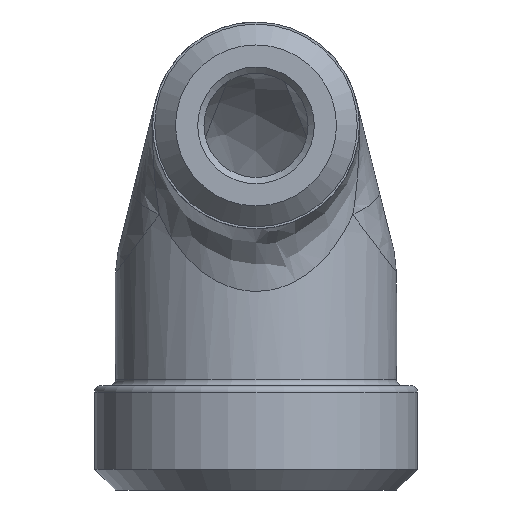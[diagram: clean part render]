
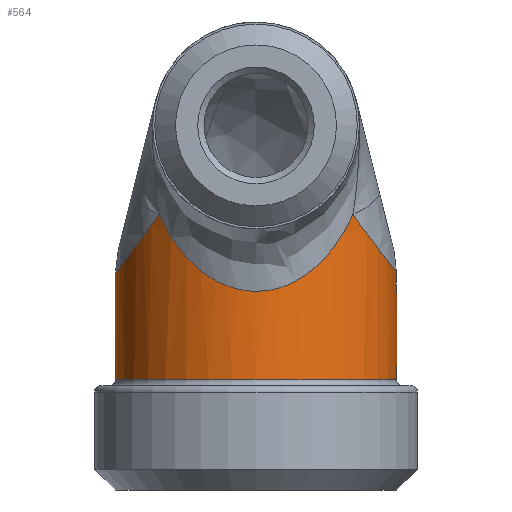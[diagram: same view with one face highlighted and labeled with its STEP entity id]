
A CAD part, left-side view. The second image highlights one B-rep face of the part: STEP entity #564.
In plain terms, the highlighted cylindrical face has radius 6.75 mm (diameter 13.5 mm), a full revolution.
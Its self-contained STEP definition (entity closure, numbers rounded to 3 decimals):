
#49=B_SPLINE_CURVE_WITH_KNOTS('',3,(#822,#823,#824,#825,#826,#827,#828,
#829,#830,#831,#832,#833,#834,#835,#836,#837,#838,#839,#840,#841,#842,#843,
#844,#845,#846,#847,#848,#849,#850,#851,#852,#853,#854,#855,#856,#857,#858,
#859,#860,#861),.UNSPECIFIED.,.F.,.F.,(4,3,3,3,3,3,3,3,3,3,3,3,3,4),(-6.176,
-6.159,-5.98,-5.826,-5.564,
-5.543,-5.324,-5.162,-5.106,
-4.96,-4.882,-4.669,-4.512,
-4.473),.UNSPECIFIED.);
#85=ELLIPSE('',#616,11.253,6.75);
#86=ELLIPSE('',#618,11.253,6.75);
#94=CYLINDRICAL_SURFACE('',#615,6.75);
#114=FACE_BOUND('',#185,.T.);
#136=FACE_OUTER_BOUND('',#184,.T.);
#184=EDGE_LOOP('',(#410,#411,#412,#413));
#185=EDGE_LOOP('',(#414));
#249=CIRCLE('',#612,6.75);
#251=CIRCLE('',#617,6.75);
#277=VERTEX_POINT('',#809);
#279=VERTEX_POINT('',#815);
#280=VERTEX_POINT('',#816);
#281=VERTEX_POINT('',#818);
#282=VERTEX_POINT('',#820);
#330=EDGE_CURVE('',#277,#277,#249,.T.);
#332=EDGE_CURVE('',#279,#280,#85,.T.);
#333=EDGE_CURVE('',#281,#279,#251,.T.);
#334=EDGE_CURVE('',#282,#281,#86,.T.);
#335=EDGE_CURVE('',#280,#282,#49,.T.);
#410=ORIENTED_EDGE('',*,*,#332,.F.);
#411=ORIENTED_EDGE('',*,*,#333,.F.);
#412=ORIENTED_EDGE('',*,*,#334,.F.);
#413=ORIENTED_EDGE('',*,*,#335,.F.);
#414=ORIENTED_EDGE('',*,*,#330,.F.);
#564=ADVANCED_FACE('',(#136,#114),#94,.T.);
#612=AXIS2_PLACEMENT_3D('',#810,#679,#680);
#615=AXIS2_PLACEMENT_3D('',#814,#685,#686);
#616=AXIS2_PLACEMENT_3D('',#817,#687,#688);
#617=AXIS2_PLACEMENT_3D('',#819,#689,#690);
#618=AXIS2_PLACEMENT_3D('',#821,#691,#692);
#679=DIRECTION('center_axis',(0.,0.,-1.));
#680=DIRECTION('ref_axis',(-1.,0.,0.));
#685=DIRECTION('center_axis',(0.,0.,1.));
#686=DIRECTION('ref_axis',(1.,0.,0.));
#687=DIRECTION('center_axis',(0.,0.8,0.6));
#688=DIRECTION('ref_axis',(0.,0.6,-0.8));
#689=DIRECTION('center_axis',(0.,0.,1.));
#690=DIRECTION('ref_axis',(1.,0.,0.));
#691=DIRECTION('center_axis',(0.,-0.8,
0.6));
#692=DIRECTION('ref_axis',(0.,-0.6,-0.8));
#809=CARTESIAN_POINT('',(6.75,0.,-12.2));
#810=CARTESIAN_POINT('Origin',(0.,0.,-12.2));
#814=CARTESIAN_POINT('Origin',(0.,0.,-9.518));
#815=CARTESIAN_POINT('',(2.331,6.335,-6.536));
#816=CARTESIAN_POINT('',(-4.895,4.647,-4.285));
#817=CARTESIAN_POINT('Origin',(0.,0.,1.914));
#818=CARTESIAN_POINT('',(2.331,-6.335,-6.536));
#819=CARTESIAN_POINT('Origin',(0.,0.,-6.536));
#820=CARTESIAN_POINT('',(-4.895,-4.647,-4.285));
#821=CARTESIAN_POINT('Origin',(0.,0.,1.914));
#822=CARTESIAN_POINT('Ctrl Pts',(-4.896,4.647,-4.285));
#823=CARTESIAN_POINT('Ctrl Pts',(-4.913,4.628,-4.327));
#824=CARTESIAN_POINT('Ctrl Pts',(-4.931,4.609,-4.37));
#825=CARTESIAN_POINT('Ctrl Pts',(-4.949,4.59,-4.412));
#826=CARTESIAN_POINT('Ctrl Pts',(-5.138,4.387,-4.853));
#827=CARTESIAN_POINT('Ctrl Pts',(-5.329,4.155,-5.262));
#828=CARTESIAN_POINT('Ctrl Pts',(-5.514,3.894,-5.639));
#829=CARTESIAN_POINT('Ctrl Pts',(-5.672,3.669,-5.962));
#830=CARTESIAN_POINT('Ctrl Pts',(-5.826,3.422,-6.262));
#831=CARTESIAN_POINT('Ctrl Pts',(-5.967,3.156,-6.531));
#832=CARTESIAN_POINT('Ctrl Pts',(-6.208,2.701,-6.989));
#833=CARTESIAN_POINT('Ctrl Pts',(-6.414,2.183,-7.362));
#834=CARTESIAN_POINT('Ctrl Pts',(-6.553,1.62,-7.612));
#835=CARTESIAN_POINT('Ctrl Pts',(-6.564,1.575,-7.632));
#836=CARTESIAN_POINT('Ctrl Pts',(-6.575,1.529,-7.651));
#837=CARTESIAN_POINT('Ctrl Pts',(-6.585,1.483,-7.67));
#838=CARTESIAN_POINT('Ctrl Pts',(-6.692,1.008,-7.861));
#839=CARTESIAN_POINT('Ctrl Pts',(-6.75,0.505,-7.964));
#840=CARTESIAN_POINT('Ctrl Pts',(-6.75,0.,-7.964));
#841=CARTESIAN_POINT('Ctrl Pts',(-6.75,-0.376,-7.964));
#842=CARTESIAN_POINT('Ctrl Pts',(-6.718,-0.751,-7.908));
#843=CARTESIAN_POINT('Ctrl Pts',(-6.657,-1.114,-7.8));
#844=CARTESIAN_POINT('Ctrl Pts',(-6.637,-1.238,-7.763));
#845=CARTESIAN_POINT('Ctrl Pts',(-6.612,-1.361,-7.72));
#846=CARTESIAN_POINT('Ctrl Pts',(-6.585,-1.482,-7.671));
#847=CARTESIAN_POINT('Ctrl Pts',(-6.514,-1.799,-7.543));
#848=CARTESIAN_POINT('Ctrl Pts',(-6.421,-2.103,-7.376));
#849=CARTESIAN_POINT('Ctrl Pts',(-6.313,-2.39,-7.177));
#850=CARTESIAN_POINT('Ctrl Pts',(-6.254,-2.544,-7.07));
#851=CARTESIAN_POINT('Ctrl Pts',(-6.191,-2.694,-6.953));
#852=CARTESIAN_POINT('Ctrl Pts',(-6.124,-2.838,-6.828));
#853=CARTESIAN_POINT('Ctrl Pts',(-5.943,-3.229,-6.489));
#854=CARTESIAN_POINT('Ctrl Pts',(-5.734,-3.581,-6.087));
#855=CARTESIAN_POINT('Ctrl Pts',(-5.515,-3.892,-5.639));
#856=CARTESIAN_POINT('Ctrl Pts',(-5.353,-4.121,-5.31));
#857=CARTESIAN_POINT('Ctrl Pts',(-5.186,-4.328,-4.956));
#858=CARTESIAN_POINT('Ctrl Pts',(-5.02,-4.512,-4.577));
#859=CARTESIAN_POINT('Ctrl Pts',(-4.978,-4.559,-4.481));
#860=CARTESIAN_POINT('Ctrl Pts',(-4.937,-4.604,-4.384));
#861=CARTESIAN_POINT('Ctrl Pts',(-4.895,-4.647,-4.285));
